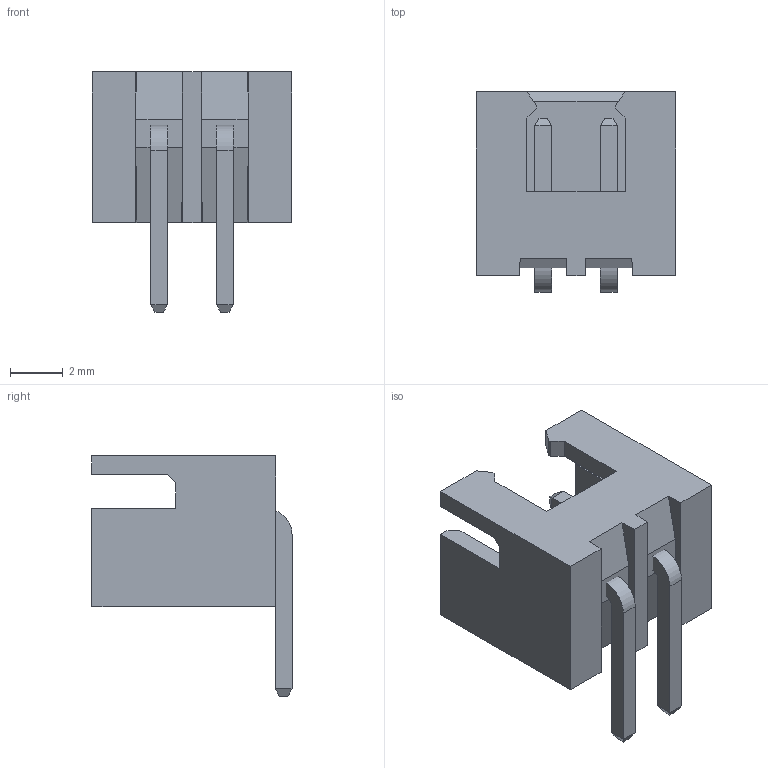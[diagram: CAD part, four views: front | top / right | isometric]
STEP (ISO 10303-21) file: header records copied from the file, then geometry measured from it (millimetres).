
FILE_DESCRIPTION(('STEP AP214'), '1');
FILE_NAME('DS1069', '2019-04-21T13:27:44', ('Nobody'), (''), 'ASCON STEP Converter 1.3', 'ASCON Math Kernel', '');
FILE_SCHEMA(('AUTOMOTIVE_DESIGN { 1 0 10303 214 3 1 1}'));
Length unit declared in the file: millimetre
Assembly tree (3 placements, depth 2):
  (unnamed)
    (unnamed)
    (unnamed)  x2
Bounding box: 7.6 x 7.62 x 9.15 mm (x, y, z)
Volume: 146.8 mm3; surface area: 427.5 mm2
Topology: 3 solids, 3 shells, 81 faces, 207 edges, 132 vertices
Faces by surface type: plane 77, cylinder 4
Entity records: 2586 total; most frequent: CARTESIAN_POINT 342, ORIENTED_EDGE 334, DIRECTION 305, EDGE_CURVE 167, LINE 163, VECTOR 163, VERTEX_POINT 108, AXIS2_PLACEMENT_3D 71
